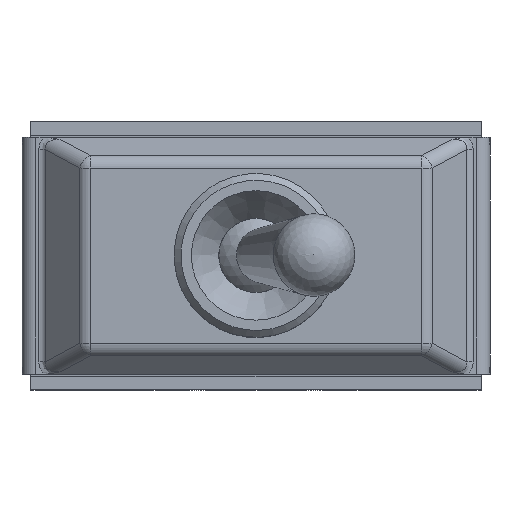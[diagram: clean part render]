
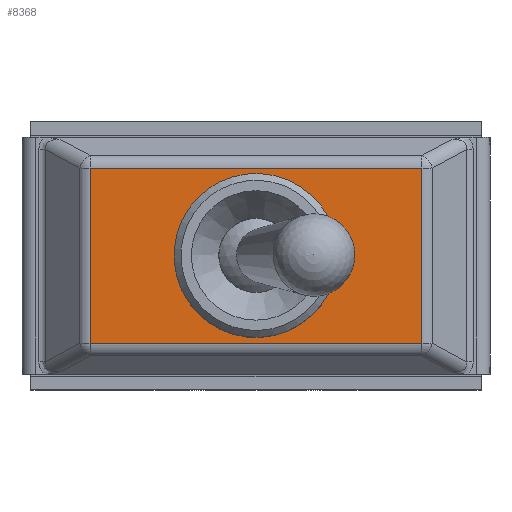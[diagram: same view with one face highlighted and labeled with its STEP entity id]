
A CAD part, top view. The second image highlights one B-rep face of the part: STEP entity #8368.
In plain terms, the highlighted planar face has unit normal (0, 0, 1).
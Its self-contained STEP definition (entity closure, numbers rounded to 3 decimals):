
#202=FACE_BOUND('',#860,.T.);
#389=FACE_OUTER_BOUND('',#859,.T.);
#859=EDGE_LOOP('',(#6148,#6149,#6150,#6151));
#860=EDGE_LOOP('',(#6152,#6153,#6154,#6155));
#1375=CIRCLE('',#9022,5.953);
#1869=LINE('',#13129,#2716);
#1870=LINE('',#13131,#2717);
#1871=LINE('',#13133,#2718);
#1872=LINE('',#13134,#2719);
#1873=LINE('',#13139,#2720);
#1874=LINE('',#13141,#2721);
#1875=LINE('',#13142,#2722);
#2716=VECTOR('',#10451,10.);
#2717=VECTOR('',#10452,10.);
#2718=VECTOR('',#10453,10.);
#2719=VECTOR('',#10454,10.);
#2720=VECTOR('',#10457,10.);
#2721=VECTOR('',#10458,10.);
#2722=VECTOR('',#10459,10.);
#3616=VERTEX_POINT('',#13127);
#3617=VERTEX_POINT('',#13128);
#3618=VERTEX_POINT('',#13130);
#3619=VERTEX_POINT('',#13132);
#3620=VERTEX_POINT('',#13135);
#3621=VERTEX_POINT('',#13136);
#3622=VERTEX_POINT('',#13138);
#3623=VERTEX_POINT('',#13140);
#4562=EDGE_CURVE('',#3616,#3617,#1869,.T.);
#4563=EDGE_CURVE('',#3618,#3617,#1870,.T.);
#4564=EDGE_CURVE('',#3619,#3618,#1871,.T.);
#4565=EDGE_CURVE('',#3619,#3616,#1872,.T.);
#4566=EDGE_CURVE('',#3620,#3621,#1375,.T.);
#4567=EDGE_CURVE('',#3621,#3622,#1873,.T.);
#4568=EDGE_CURVE('',#3622,#3623,#1874,.T.);
#4569=EDGE_CURVE('',#3623,#3620,#1875,.T.);
#6148=ORIENTED_EDGE('',*,*,#4562,.T.);
#6149=ORIENTED_EDGE('',*,*,#4563,.F.);
#6150=ORIENTED_EDGE('',*,*,#4564,.F.);
#6151=ORIENTED_EDGE('',*,*,#4565,.T.);
#6152=ORIENTED_EDGE('',*,*,#4566,.T.);
#6153=ORIENTED_EDGE('',*,*,#4567,.T.);
#6154=ORIENTED_EDGE('',*,*,#4568,.T.);
#6155=ORIENTED_EDGE('',*,*,#4569,.T.);
#8022=PLANE('',#9021);
#8368=ADVANCED_FACE('',(#389,#202),#8022,.T.);
#9021=AXIS2_PLACEMENT_3D('',#13126,#10449,#10450);
#9022=AXIS2_PLACEMENT_3D('',#13137,#10455,#10456);
#10449=DIRECTION('center_axis',(0.,0.,
1.));
#10450=DIRECTION('ref_axis',(-1.,0.,0.));
#10451=DIRECTION('',(1.,0.,0.));
#10452=DIRECTION('',(0.,-1.,0.));
#10453=DIRECTION('',(1.,0.,0.));
#10454=DIRECTION('',(0.,-1.,0.));
#10455=DIRECTION('center_axis',(0.,0.,
-1.));
#10456=DIRECTION('ref_axis',(-1.,0.,0.));
#10457=DIRECTION('',(-1.,0.,0.));
#10458=DIRECTION('',(0.,-1.,0.));
#10459=DIRECTION('',(1.,0.,0.));
#13126=CARTESIAN_POINT('Origin',(12.049,0.,
14.15));
#13127=CARTESIAN_POINT('',(-12.049,-6.365,14.15));
#13128=CARTESIAN_POINT('',(12.049,-6.365,14.15));
#13129=CARTESIAN_POINT('',(0.,-6.365,14.15));
#13130=CARTESIAN_POINT('',(12.049,6.365,14.15));
#13131=CARTESIAN_POINT('',(12.049,0.,14.15));
#13132=CARTESIAN_POINT('',(-12.049,6.365,14.15));
#13133=CARTESIAN_POINT('',(0.,6.365,14.15));
#13134=CARTESIAN_POINT('',(-12.049,0.,14.15));
#13135=CARTESIAN_POINT('',(5.885,-0.9,14.15));
#13136=CARTESIAN_POINT('',(5.885,0.9,14.15));
#13137=CARTESIAN_POINT('Origin',(0.,0.,14.15));
#13138=CARTESIAN_POINT('',(4.847,0.9,14.15));
#13139=CARTESIAN_POINT('',(2.942,0.9,14.15));
#13140=CARTESIAN_POINT('',(4.847,-0.9,14.15));
#13141=CARTESIAN_POINT('',(4.847,0.45,14.15));
#13142=CARTESIAN_POINT('',(2.423,-0.9,14.15));
